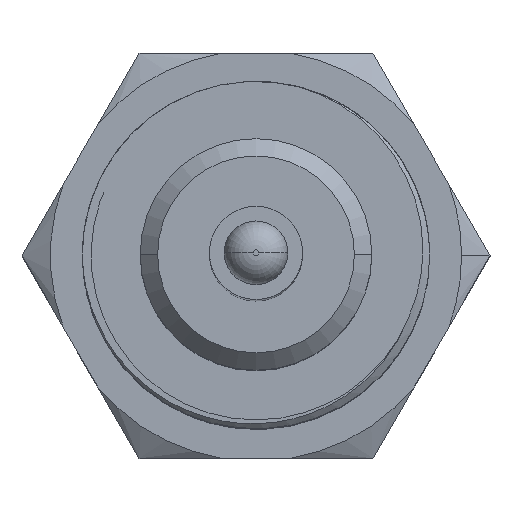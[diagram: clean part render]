
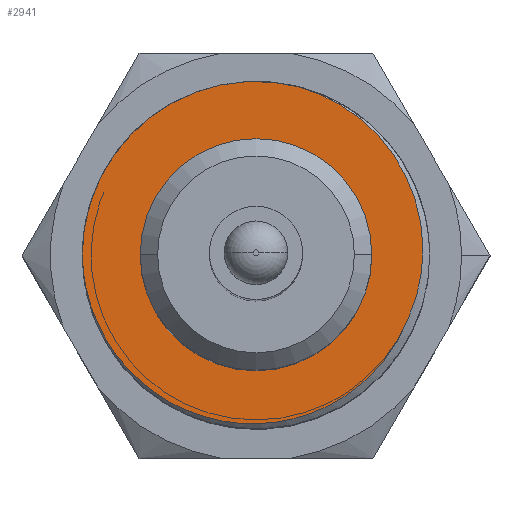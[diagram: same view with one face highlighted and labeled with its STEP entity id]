
A CAD part, top view. The second image highlights one B-rep face of the part: STEP entity #2941.
In plain terms, the highlighted planar face has unit normal (0, 0, 1).
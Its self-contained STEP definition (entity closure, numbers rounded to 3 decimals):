
#8 = AXIS2_PLACEMENT_3D ( 'NONE', #4533, #1791, #6882 ) ;
#110 = CARTESIAN_POINT ( 'NONE',  ( 0., 0., 17. ) ) ;
#116 = VERTEX_POINT ( 'NONE', #6465 ) ;
#225 = CARTESIAN_POINT ( 'NONE',  ( 2.851, 0.563, 17. ) ) ;
#235 = CARTESIAN_POINT ( 'NONE',  ( -1.698, -2.414, 17. ) ) ;
#330 = CARTESIAN_POINT ( 'NONE',  ( -1.499, 2.609, 17. ) ) ;
#511 = CARTESIAN_POINT ( 'NONE',  ( -0.217, 3.001, 17. ) ) ;
#531 = CARTESIAN_POINT ( 'NONE',  ( 2.63, -1.092, 17. ) ) ;
#538 = CARTESIAN_POINT ( 'NONE',  ( 0.679, 2.922, 17. ) ) ;
#626 = EDGE_LOOP ( 'NONE', ( #3067, #5603 ) ) ;
#744 = CARTESIAN_POINT ( 'NONE',  ( -2.994, -0.338, 17. ) ) ;
#756 = EDGE_CURVE ( 'NONE', #5236, #6569, #5761, .T. ) ;
#788 = CARTESIAN_POINT ( 'NONE',  ( 1.84, 0., 17. ) ) ;
#1196 = CARTESIAN_POINT ( 'NONE',  ( -2.875, 0.887, 17. ) ) ;
#1250 = DIRECTION ( 'NONE',  ( 0., 0., 1. ) ) ;
#1322 = EDGE_CURVE ( 'NONE', #116, #2753, #2717, .T. ) ;
#1348 = AXIS2_PLACEMENT_3D ( 'NONE', #5543, #6086, #5445 ) ;
#1349 = CARTESIAN_POINT ( 'NONE',  ( 2.783, -0.698, 17. ) ) ;
#1446 = CARTESIAN_POINT ( 'NONE',  ( 2.868, -0.284, 17. ) ) ;
#1480 = CARTESIAN_POINT ( 'NONE',  ( -2.04, 2.211, 17. ) ) ;
#1791 = DIRECTION ( 'NONE',  ( 0., 0., 1. ) ) ;
#1864 = CARTESIAN_POINT ( 'NONE',  ( -3., 0., 17. ) ) ;
#1922 = CARTESIAN_POINT ( 'NONE',  ( 2.63, -1.092, 17. ) ) ;
#1966 = ORIENTED_EDGE ( 'NONE', *, *, #756, .F. ) ;
#2057 = CARTESIAN_POINT ( 'NONE',  ( -2.203, 2.048, 17. ) ) ;
#2232 = CARTESIAN_POINT ( 'NONE',  ( -0.44, 2.977, 17. ) ) ;
#2352 = CIRCLE ( 'NONE', #1348, 1.84 ) ;
#2411 = CARTESIAN_POINT ( 'NONE',  ( -0.95, -2.794, 17. ) ) ;
#2432 = CARTESIAN_POINT ( 'NONE',  ( -2.207, -1.978, 17. ) ) ;
#2482 = ORIENTED_EDGE ( 'NONE', *, *, #6175, .T. ) ;
#2584 = CARTESIAN_POINT ( 'NONE',  ( 1.479, 2.616, 17. ) ) ;
#2717 = CIRCLE ( 'NONE', #4544, 1.84 ) ;
#2753 = VERTEX_POINT ( 'NONE', #788 ) ;
#2882 = CARTESIAN_POINT ( 'NONE',  ( -2.975, 0.451, 17. ) ) ;
#2941 = ADVANCED_FACE ( 'NONE', ( #4183, #5191 ), #3956, .T. ) ;
#2955 = CARTESIAN_POINT ( 'NONE',  ( 2.507, -1.406, 17. ) ) ;
#2977 = B_SPLINE_CURVE_WITH_KNOTS ( 'NONE', 3,
 ( #3019, #5385, #2584, #3085, #3114, #3061, #4141, #225, #3665, #4813, #1446, #1349, #5308, #1922 ),
 .UNSPECIFIED., .F., .F.,
 ( 4, 2, 2, 2, 2, 2, 4 ),
 ( 0., 0.001, 0.003, 0.003, 0.004, 0.004, 0.005 ),
 .UNSPECIFIED. ) ;
#3001 = CARTESIAN_POINT ( 'NONE',  ( -0.297, -2.923, 17. ) ) ;
#3019 = CARTESIAN_POINT ( 'NONE',  ( 0.679, 2.922, 17. ) ) ;
#3061 = CARTESIAN_POINT ( 'NONE',  ( 2.68, 1.172, 17. ) ) ;
#3067 = ORIENTED_EDGE ( 'NONE', *, *, #1322, .F. ) ;
#3085 = CARTESIAN_POINT ( 'NONE',  ( 2.131, 2.085, 17. ) ) ;
#3114 = CARTESIAN_POINT ( 'NONE',  ( 2.402, 1.744, 17. ) ) ;
#3143 = CARTESIAN_POINT ( 'NONE',  ( -1.092, 2.803, 17. ) ) ;
#3549 = CARTESIAN_POINT ( 'NONE',  ( 1.885, -2.195, 17. ) ) ;
#3585 = CARTESIAN_POINT ( 'NONE',  ( -2.93, -0.673, 17. ) ) ;
#3608 = CARTESIAN_POINT ( 'NONE',  ( 0.046, -2.931, 17. ) ) ;
#3665 = CARTESIAN_POINT ( 'NONE',  ( 2.878, 0.354, 17. ) ) ;
#3780 = B_SPLINE_CURVE_WITH_KNOTS ( 'NONE', 3,
 ( #538, #5984, #6566, #511, #2232, #4296, #3143, #330, #4273, #1480, #2057, #4578, #4004, #6902, #1196, #2882, #5144, #6220 ),
 .UNSPECIFIED., .F., .F.,
 ( 4, 2, 2, 2, 2, 2, 2, 2, 4 ),
 ( 0.214, 0.249, 0.285, 0.321, 0.357, 0.393, 0.428, 0.464, 0.5 ),
 .UNSPECIFIED. ) ;
#3956 = PLANE ( 'NONE',  #8 ) ;
#4004 = CARTESIAN_POINT ( 'NONE',  ( -2.603, 1.509, 17. ) ) ;
#4084 = CARTESIAN_POINT ( 'NONE',  ( -1.269, -2.67, 17. ) ) ;
#4105 = CARTESIAN_POINT ( 'NONE',  ( -1.835, -2.315, 17. ) ) ;
#4126 = CARTESIAN_POINT ( 'NONE',  ( 0.704, -2.832, 17. ) ) ;
#4141 = CARTESIAN_POINT ( 'NONE',  ( 2.752, 0.971, 17. ) ) ;
#4177 = CARTESIAN_POINT ( 'NONE',  ( 1.616, -2.408, 17. ) ) ;
#4183 = FACE_OUTER_BOUND ( 'NONE', #4322, .T. ) ;
#4273 = CARTESIAN_POINT ( 'NONE',  ( -1.689, 2.49, 17. ) ) ;
#4296 = CARTESIAN_POINT ( 'NONE',  ( -0.876, 2.878, 17. ) ) ;
#4322 = EDGE_LOOP ( 'NONE', ( #5021, #2482, #1966 ) ) ;
#4533 = CARTESIAN_POINT ( 'NONE',  ( 0., 0., 17. ) ) ;
#4544 = AXIS2_PLACEMENT_3D ( 'NONE', #110, #1250, #5200 ) ;
#4578 = CARTESIAN_POINT ( 'NONE',  ( -2.484, 1.699, 17. ) ) ;
#4652 = CARTESIAN_POINT ( 'NONE',  ( -2.685, -1.292, 17. ) ) ;
#4691 = VERTEX_POINT ( 'NONE', #5719 ) ;
#4727 = CARTESIAN_POINT ( 'NONE',  ( -2.42, -1.722, 17. ) ) ;
#4813 = CARTESIAN_POINT ( 'NONE',  ( 2.887, -0.071, 17. ) ) ;
#5021 = ORIENTED_EDGE ( 'NONE', *, *, #5601, .F. ) ;
#5072 = EDGE_CURVE ( 'NONE', #2753, #116, #2352, .T. ) ;
#5144 = CARTESIAN_POINT ( 'NONE',  ( -3., 0.228, 17. ) ) ;
#5191 = FACE_BOUND ( 'NONE', #626, .T. ) ;
#5200 = DIRECTION ( 'NONE',  ( 1., 0., 0. ) ) ;
#5236 = VERTEX_POINT ( 'NONE', #531 ) ;
#5248 = CARTESIAN_POINT ( 'NONE',  ( -2.09, -2.097, 17. ) ) ;
#5308 = CARTESIAN_POINT ( 'NONE',  ( 2.718, -0.898, 17. ) ) ;
#5385 = CARTESIAN_POINT ( 'NONE',  ( 1.091, 2.813, 17. ) ) ;
#5445 = DIRECTION ( 'NONE',  ( 1., 0., 0. ) ) ;
#5512 = CARTESIAN_POINT ( 'NONE',  ( -3., 0., 17. ) ) ;
#5543 = CARTESIAN_POINT ( 'NONE',  ( 0., 0., 17. ) ) ;
#5601 = EDGE_CURVE ( 'NONE', #4691, #5236, #2977, .T. ) ;
#5603 = ORIENTED_EDGE ( 'NONE', *, *, #5072, .F. ) ;
#5719 = CARTESIAN_POINT ( 'NONE',  ( 0.679, 2.922, 17. ) ) ;
#5761 = B_SPLINE_CURVE_WITH_KNOTS ( 'NONE', 3,
 ( #7057, #2955, #7032, #3549, #4177, #6397, #4126, #3608, #3001, #2411, #4084, #235, #4105, #5248, #2432, #4727, #5833, #4652, #6974, #3585, #744, #1864 ),
 .UNSPECIFIED., .F., .F.,
 ( 4, 2, 2, 2, 2, 2, 2, 2, 2, 2, 4 ),
 ( 0., 0.001, 0.002, 0.003, 0.004, 0.005, 0.006, 0.006, 0.007, 0.007, 0.008 ),
 .UNSPECIFIED. ) ;
#5833 = CARTESIAN_POINT ( 'NONE',  ( -2.517, -1.583, 17. ) ) ;
#5984 = CARTESIAN_POINT ( 'NONE',  ( 0.462, 2.973, 17. ) ) ;
#6086 = DIRECTION ( 'NONE',  ( 0., 0., 1. ) ) ;
#6175 = EDGE_CURVE ( 'NONE', #4691, #6569, #3780, .T. ) ;
#6220 = CARTESIAN_POINT ( 'NONE',  ( -3., 0., 17. ) ) ;
#6397 = CARTESIAN_POINT ( 'NONE',  ( 1.029, -2.723, 17. ) ) ;
#6465 = CARTESIAN_POINT ( 'NONE',  ( -1.84, 0., 17. ) ) ;
#6566 = CARTESIAN_POINT ( 'NONE',  ( 0.239, 2.999, 17. ) ) ;
#6569 = VERTEX_POINT ( 'NONE', #5512 ) ;
#6882 = DIRECTION ( 'NONE',  ( 1., 0., 0. ) ) ;
#6902 = CARTESIAN_POINT ( 'NONE',  ( -2.799, 1.102, 17. ) ) ;
#6974 = CARTESIAN_POINT ( 'NONE',  ( -2.756, -1.141, 17. ) ) ;
#7032 = CARTESIAN_POINT ( 'NONE',  ( 2.327, -1.697, 17. ) ) ;
#7057 = CARTESIAN_POINT ( 'NONE',  ( 2.63, -1.092, 17. ) ) ;
